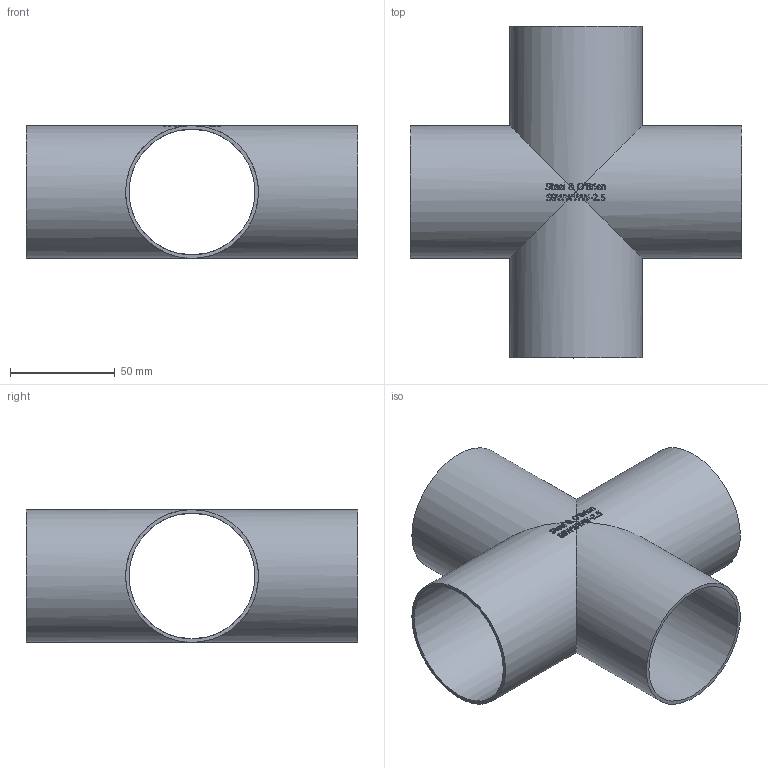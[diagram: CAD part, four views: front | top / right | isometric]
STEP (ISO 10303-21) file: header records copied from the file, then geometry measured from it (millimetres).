
FILE_DESCRIPTION(/* description */ (''),/* implementation_level */ '2;1');
FILE_NAME(/* name */ 'S9WWWW-25.stp',/* time_stamp */ '2018-11-30T11:31:25-05:00',/* author */ ('rick'),/* organization */ (''),/* preprocessor_version */ 'ST-DEVELOPER v15.2',/* originating_system */ 'Autodesk Inventor 2014',/* authorisation */ '');
FILE_SCHEMA (('AUTOMOTIVE_DESIGN { 1 0 10303 214 3 1 1 }'));
Length unit declared in the file: inch
Products named in the file (1): S9WWWW-25
Bounding box: 158.75 x 158.75 x 63.5 mm (x, y, z)
Volume: 76577 mm3; surface area: 94084 mm2
Topology: 1 solids, 1 shells, 399 faces, 1122 edges, 743 vertices
Faces by surface type: bspline 178, plane 163, cylinder 58
Full cylindrical faces by diameter (mm): 60.198 x4, 63.5 x4
Entity records: 15968 total; most frequent: CARTESIAN_POINT 6761, ORIENTED_EDGE 2186, DIRECTION 1423, EDGE_CURVE 1093, VERTEX_POINT 730, AXIS2_PLACEMENT_3D 476, LINE 471, VECTOR 471
